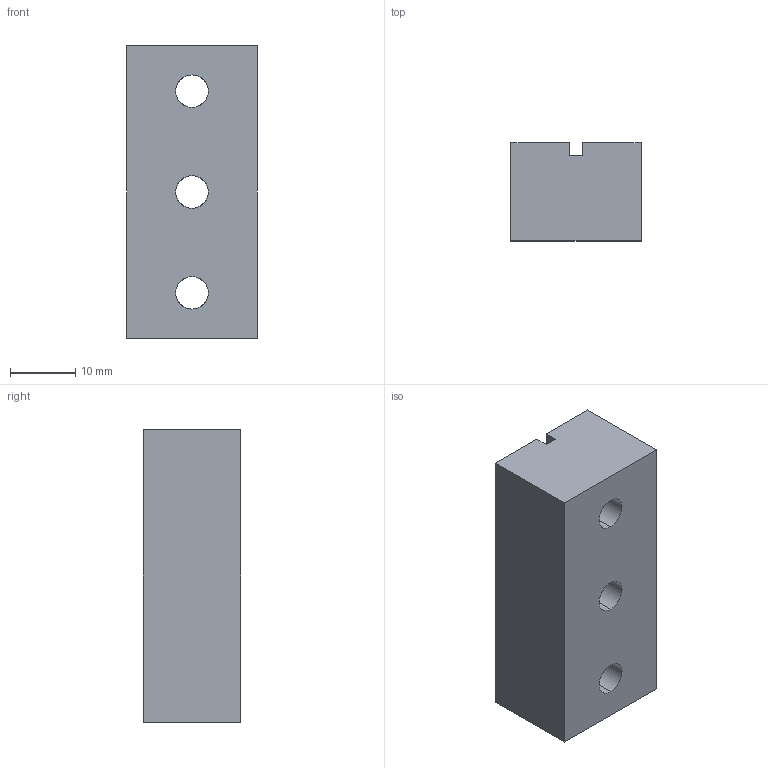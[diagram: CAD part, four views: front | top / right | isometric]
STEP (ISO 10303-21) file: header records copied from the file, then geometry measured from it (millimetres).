
FILE_DESCRIPTION (( 'STEP AP214' ), '1' );
FILE_NAME ('Kinematic coupling - universal - top.STEP', '2018-07-29T03:41:08', ( '' ), ( '' ), 'SwSTEP 2.0', 'SolidWorks 2017', '' );
FILE_SCHEMA (( 'AUTOMOTIVE_DESIGN' ));
Length unit declared in the file: millimetre
Products named in the file (1): Kinematic coupling - universal - top
Bounding box: 20 x 15 x 45 mm (x, y, z)
Volume: 12494.8 mm3; surface area: 4431.4 mm2
Topology: 1 solids, 1 shells, 25 faces, 78 edges, 52 vertices
Faces by surface type: plane 19, cylinder 6
Entity records: 988 total; most frequent: CARTESIAN_POINT 156, ORIENTED_EDGE 156, DIRECTION 154, EDGE_CURVE 78, LINE 54, VECTOR 54, VERTEX_POINT 52, AXIS2_PLACEMENT_3D 50
